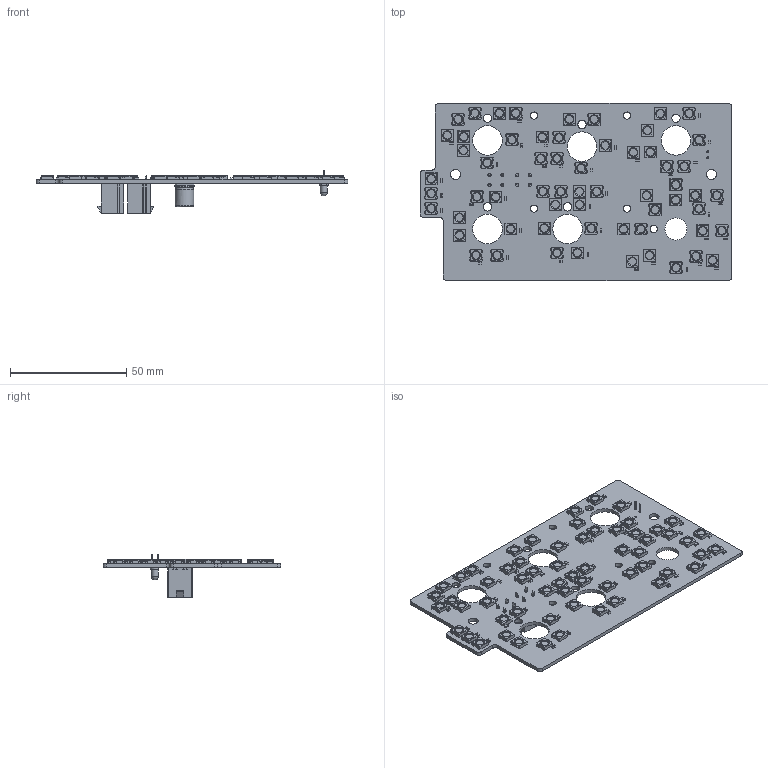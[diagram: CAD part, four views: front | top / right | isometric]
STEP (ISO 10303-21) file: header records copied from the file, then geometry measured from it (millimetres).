
FILE_DESCRIPTION(('KiCad electronic assembly'),'2;1');
FILE_NAME('SIM CONTROL PANEL.step','2023-04-01T15:24:43',('Pcbnew'),( 'Kicad'),'Open CASCADE STEP processor 7.6','KiCad to STEP converter' ,'Unknown');
FILE_SCHEMA(('AUTOMOTIVE_DESIGN { 1 0 10303 214 1 1 1 1 }'));
Length unit declared in the file: millimetre
Products named in the file (14): SIM CONTROL PANEL 1; LED_WS2812B_PLCC4_5.0x5.0mm_P3.2mm; SOLID; R_0603_1608Metric; C_0603_1608Metric; CP_Elec_8x10; LED_D3.0mm; Molex_Mini-Fit_Jr_5566-04A_2x02_P4.20mm_Vertical; SIM CONTROL PANEL PCB
Assembly tree (108 placements, depth 3):
  SIM CONTROL PANEL 1
    LED_WS2812B_PLCC4_5.0x5.0mm_P3.2mm  x61
      SOLID
    R_0603_1608Metric
      SOLID
    C_0603_1608Metric  x35
      SOLID
    CP_Elec_8x10
      SOLID
    LED_D3.0mm
      SOLID
    Molex_Mini-Fit_Jr_5566-04A_2x02_P4.20mm_Vertical  x2
      SOLID
    SIM CONTROL PANEL PCB
Bounding box: 133.91 x 76.2 x 18.3 mm (x, y, z)
Volume: 18399.2 mm3; surface area: 28202.7 mm2
Topology: 102 solids, 102 shells, 5515 faces, 15807 edges, 10409 vertices
Faces by surface type: plane 3626, cylinder 1820, cone 61, torus 4, bspline 2, revolution 1, sphere 1
Full cylindrical faces by diameter (mm): 0.9 x2, 1.4 x8, 3 x1, 3.1 x4, 3.175 x1, 3.333 x61, 3.572 x5, 4.3 x2, 8 x2, 9.525 x1, 12.7 x5
Entity records: 26810 total; most frequent: CARTESIAN_POINT 5311, DIRECTION 3836, LINE 2482, VECTOR 2482, ORIENTED_EDGE 1914, PCURVE 1914, DEFINITIONAL_REPRESENTATION 1914, EDGE_CURVE 957
